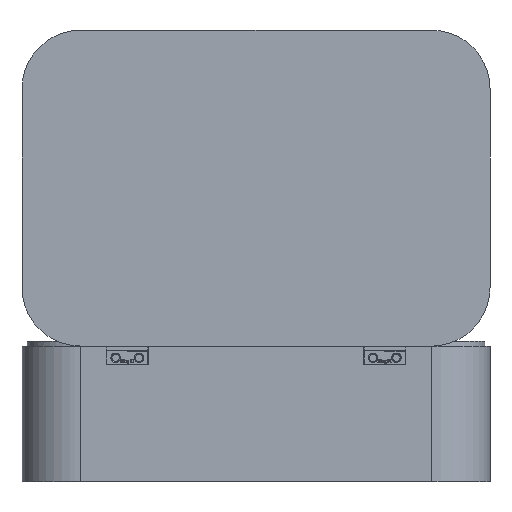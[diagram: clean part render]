
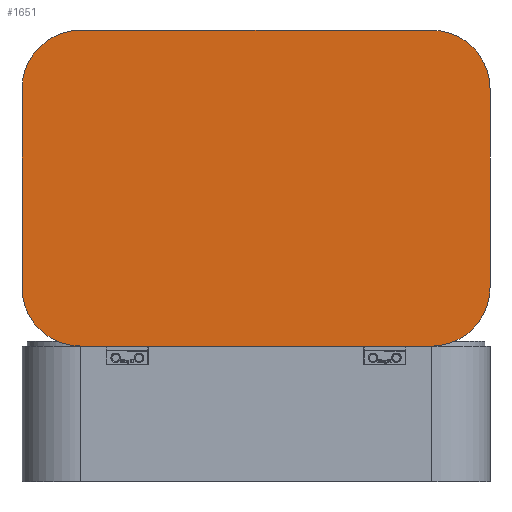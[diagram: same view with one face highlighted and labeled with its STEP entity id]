
A CAD part, front view. The second image highlights one B-rep face of the part: STEP entity #1651.
In plain terms, the highlighted free-form (B-spline) face has degree [1, 1] with [2, 2] control points.
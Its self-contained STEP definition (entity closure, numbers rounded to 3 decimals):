
#1371 = EDGE_CURVE('',#1372,#1374,#1376,.T.);
#1372 = VERTEX_POINT('',#1373);
#1373 = CARTESIAN_POINT('',(-52.989,8.355,
    358.4));
#1374 = VERTEX_POINT('',#1375);
#1375 = CARTESIAN_POINT('',(-23.974,8.355,
    387.415));
#1376 = ( BOUNDED_CURVE() B_SPLINE_CURVE(2,(#1377,#1378,#1379),
.UNSPECIFIED.,.F.,.F.) B_SPLINE_CURVE_WITH_KNOTS((3,3),(0.,
1.571),.PIECEWISE_BEZIER_KNOTS.) CURVE() 
GEOMETRIC_REPRESENTATION_ITEM() RATIONAL_B_SPLINE_CURVE((1.,
0.707,1.)) REPRESENTATION_ITEM('') );
#1377 = CARTESIAN_POINT('',(-52.989,8.355,
    358.4));
#1378 = CARTESIAN_POINT('',(-52.989,8.355,
    387.415));
#1379 = CARTESIAN_POINT('',(-23.974,8.355,
    387.415));
#1411 = EDGE_CURVE('',#1374,#1412,#1414,.T.);
#1412 = VERTEX_POINT('',#1413);
#1413 = CARTESIAN_POINT('',(150.116,8.355,
    387.415));
#1414 = B_SPLINE_CURVE_WITH_KNOTS('',1,(#1415,#1416),.UNSPECIFIED.,.F.,
  .F.,(2,2),(-150.,-0.),.PIECEWISE_BEZIER_KNOTS.);
#1415 = CARTESIAN_POINT('',(-23.974,8.355,
    387.415));
#1416 = CARTESIAN_POINT('',(150.116,8.355,
    387.415));
#1439 = EDGE_CURVE('',#1412,#1440,#1442,.T.);
#1440 = VERTEX_POINT('',#1441);
#1441 = CARTESIAN_POINT('',(179.131,8.355,
    358.4));
#1442 = ( BOUNDED_CURVE() B_SPLINE_CURVE(2,(#1443,#1444,#1445),
.UNSPECIFIED.,.F.,.F.) B_SPLINE_CURVE_WITH_KNOTS((3,3),(4.712,
6.283),.PIECEWISE_BEZIER_KNOTS.) CURVE() 
GEOMETRIC_REPRESENTATION_ITEM() RATIONAL_B_SPLINE_CURVE((1.,
0.707,1.)) REPRESENTATION_ITEM('') );
#1443 = CARTESIAN_POINT('',(150.116,8.355,
    387.415));
#1444 = CARTESIAN_POINT('',(179.131,8.355,
    387.415));
#1445 = CARTESIAN_POINT('',(179.131,8.355,
    358.4));
#1471 = EDGE_CURVE('',#1440,#1472,#1474,.T.);
#1472 = VERTEX_POINT('',#1473);
#1473 = CARTESIAN_POINT('',(179.131,8.355,
    259.75));
#1474 = B_SPLINE_CURVE_WITH_KNOTS('',1,(#1475,#1476),.UNSPECIFIED.,.F.,
  .F.,(2,2),(0.,85.),.PIECEWISE_BEZIER_KNOTS.);
#1475 = CARTESIAN_POINT('',(179.131,8.355,
    358.4));
#1476 = CARTESIAN_POINT('',(179.131,8.355,
    259.75));
#1499 = EDGE_CURVE('',#1472,#1500,#1502,.T.);
#1500 = VERTEX_POINT('',#1501);
#1501 = CARTESIAN_POINT('',(150.116,8.355,
    230.735));
#1502 = ( BOUNDED_CURVE() B_SPLINE_CURVE(2,(#1503,#1504,#1505),
.UNSPECIFIED.,.F.,.F.) B_SPLINE_CURVE_WITH_KNOTS((3,3),(0.,
1.571),.PIECEWISE_BEZIER_KNOTS.) CURVE() 
GEOMETRIC_REPRESENTATION_ITEM() RATIONAL_B_SPLINE_CURVE((1.,
0.707,1.)) REPRESENTATION_ITEM('') );
#1503 = CARTESIAN_POINT('',(179.131,8.355,
    259.75));
#1504 = CARTESIAN_POINT('',(179.131,8.355,
    230.735));
#1505 = CARTESIAN_POINT('',(150.116,8.355,
    230.735));
#1575 = EDGE_CURVE('',#1500,#1576,#1578,.T.);
#1576 = VERTEX_POINT('',#1577);
#1577 = CARTESIAN_POINT('',(-23.974,8.355,
    230.735));
#1578 = B_SPLINE_CURVE_WITH_KNOTS('',1,(#1579,#1580),.UNSPECIFIED.,.F.,
  .F.,(2,2),(0.,150.),.PIECEWISE_BEZIER_KNOTS.);
#1579 = CARTESIAN_POINT('',(150.116,8.355,
    230.735));
#1580 = CARTESIAN_POINT('',(-23.974,8.355,
    230.735));
#1603 = EDGE_CURVE('',#1576,#1604,#1606,.T.);
#1604 = VERTEX_POINT('',#1605);
#1605 = CARTESIAN_POINT('',(-52.989,8.355,
    259.75));
#1606 = ( BOUNDED_CURVE() B_SPLINE_CURVE(2,(#1607,#1608,#1609),
.UNSPECIFIED.,.F.,.F.) B_SPLINE_CURVE_WITH_KNOTS((3,3),(4.712,
6.283),.PIECEWISE_BEZIER_KNOTS.) CURVE() 
GEOMETRIC_REPRESENTATION_ITEM() RATIONAL_B_SPLINE_CURVE((1.,
0.707,1.)) REPRESENTATION_ITEM('') );
#1607 = CARTESIAN_POINT('',(-23.974,8.355,
    230.735));
#1608 = CARTESIAN_POINT('',(-52.989,8.355,
    230.735));
#1609 = CARTESIAN_POINT('',(-52.989,8.355,
    259.75));
#1635 = EDGE_CURVE('',#1604,#1372,#1636,.T.);
#1636 = B_SPLINE_CURVE_WITH_KNOTS('',1,(#1637,#1638),.UNSPECIFIED.,.F.,
  .F.,(2,2),(-85.,0.),.PIECEWISE_BEZIER_KNOTS.);
#1637 = CARTESIAN_POINT('',(-52.989,8.355,
    259.75));
#1638 = CARTESIAN_POINT('',(-52.989,8.355,
    358.4));
#1651 = ADVANCED_FACE('',(#1652),#1662,.F.);
#1652 = FACE_BOUND('',#1653,.T.);
#1653 = EDGE_LOOP('',(#1654,#1655,#1656,#1657,#1658,#1659,#1660,#1661));
#1654 = ORIENTED_EDGE('',*,*,#1371,.F.);
#1655 = ORIENTED_EDGE('',*,*,#1635,.F.);
#1656 = ORIENTED_EDGE('',*,*,#1603,.F.);
#1657 = ORIENTED_EDGE('',*,*,#1575,.F.);
#1658 = ORIENTED_EDGE('',*,*,#1499,.F.);
#1659 = ORIENTED_EDGE('',*,*,#1471,.F.);
#1660 = ORIENTED_EDGE('',*,*,#1439,.F.);
#1661 = ORIENTED_EDGE('',*,*,#1411,.F.);
#1662 = B_SPLINE_SURFACE_WITH_KNOTS('',1,1,(
    (#1663,#1664)
    ,(#1665,#1666
    )),.UNSPECIFIED.,.F.,.F.,.F.,(2,2),(2,2),(-175.,25.),(-110.,25.),
  .PIECEWISE_BEZIER_KNOTS.);
#1663 = CARTESIAN_POINT('',(179.131,8.355,
    230.735));
#1664 = CARTESIAN_POINT('',(179.131,8.355,
    387.415));
#1665 = CARTESIAN_POINT('',(-52.989,8.355,
    230.735));
#1666 = CARTESIAN_POINT('',(-52.989,8.355,
    387.415));
